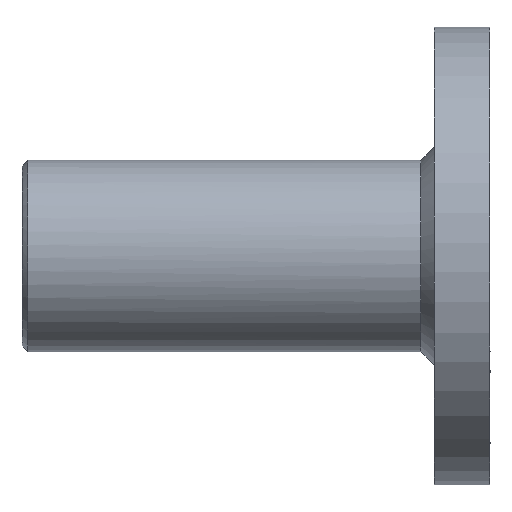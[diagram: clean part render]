
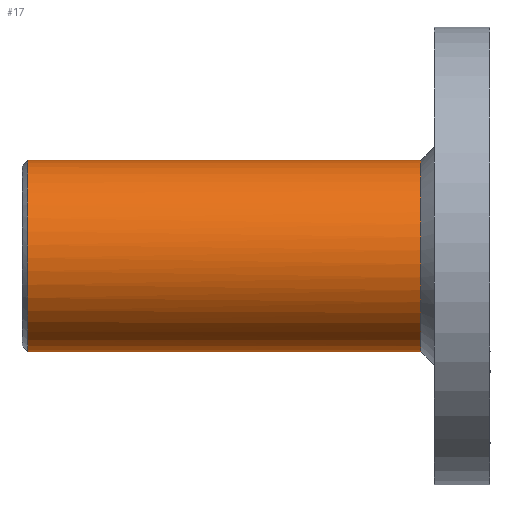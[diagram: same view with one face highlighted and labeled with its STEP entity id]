
A CAD part, front view. The second image highlights one B-rep face of the part: STEP entity #17.
In plain terms, the highlighted cylindrical face has radius 6.959 mm (diameter 13.918 mm), a partial arc.
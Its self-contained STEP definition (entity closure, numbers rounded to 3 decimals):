
#17=ADVANCED_FACE('',(#77),#735,.T.);
#77=FACE_OUTER_BOUND('',#132,.T.);
#132=EDGE_LOOP('',(#204,#205,#206,#207,#208));
#204=ORIENTED_EDGE('',*,*,#463,.T.);
#205=ORIENTED_EDGE('',*,*,#489,.F.);
#206=ORIENTED_EDGE('',*,*,#423,.F.);
#207=ORIENTED_EDGE('',*,*,#429,.F.);
#208=ORIENTED_EDGE('',*,*,#428,.T.);
#423=EDGE_CURVE('',#648,#688,#564,.T.);
#428=EDGE_CURVE('',#652,#673,#568,.T.);
#429=EDGE_CURVE('',#652,#648,#569,.T.);
#463=EDGE_CURVE('',#673,#674,#539,.T.);
#489=EDGE_CURVE('',#688,#674,#609,.T.);
#539=B_SPLINE_CURVE_WITH_KNOTS('',1,(#1549,#1550),.UNSPECIFIED.,.F.,.F.,
(2,2),(1.206,29.767),.UNSPECIFIED.);
#564=(
BOUNDED_CURVE()
B_SPLINE_CURVE(2,(#1334,#1335,#1336,#1337,#1338),.UNSPECIFIED.,.F.,.F.)
B_SPLINE_CURVE_WITH_KNOTS((3,2,3),(0.,10.273,20.547),
 .UNSPECIFIED.)
CURVE()
GEOMETRIC_REPRESENTATION_ITEM()
RATIONAL_B_SPLINE_CURVE((1.,0.707,1.,0.707,1.))
REPRESENTATION_ITEM('')
);
#568=(
BOUNDED_CURVE()
B_SPLINE_CURVE(2,(#1355,#1356,#1357,#1358,#1359,#1360,#1361,#1362,#1363),
 .UNSPECIFIED.,.F.,.F.)
B_SPLINE_CURVE_WITH_KNOTS((3,2,2,2,3),(0.,8.026,
16.052,24.078,32.104),.UNSPECIFIED.)
CURVE()
GEOMETRIC_REPRESENTATION_ITEM()
RATIONAL_B_SPLINE_CURVE((1.,0.876,1.,0.876,1.,0.876,
1.,0.876,1.))
REPRESENTATION_ITEM('')
);
#569=(
BOUNDED_CURVE()
B_SPLINE_CURVE(3,(#1364,#1365,#1366,#1367),.UNSPECIFIED.,.F.,.F.)
B_SPLINE_CURVE_WITH_KNOTS((4,4),(1.,29.562),
 .UNSPECIFIED.)
CURVE()
GEOMETRIC_REPRESENTATION_ITEM()
RATIONAL_B_SPLINE_CURVE((1.,1.,1.,1.))
REPRESENTATION_ITEM('')
);
#609=(
BOUNDED_CURVE()
B_SPLINE_CURVE(2,(#1649,#1650,#1651),.UNSPECIFIED.,.F.,.F.)
B_SPLINE_CURVE_WITH_KNOTS((3,3),(20.547,26.382),
 .UNSPECIFIED.)
CURVE()
GEOMETRIC_REPRESENTATION_ITEM()
RATIONAL_B_SPLINE_CURVE((1.,0.902,1.))
REPRESENTATION_ITEM('')
);
#648=VERTEX_POINT('',#1233);
#652=VERTEX_POINT('',#1237);
#673=VERTEX_POINT('',#1258);
#674=VERTEX_POINT('',#1259);
#688=VERTEX_POINT('',#1273);
#735=CYLINDRICAL_SURFACE('',#848,6.959);
#848=AXIS2_PLACEMENT_3D('',#920,#884,$);
#884=DIRECTION('',(1.,0.,0.));
#920=CARTESIAN_POINT('',(-19.352,-558.134,-34.134));
#1233=CARTESIAN_POINT('',(-33.923,-558.215,-41.092));
#1237=CARTESIAN_POINT('',(-5.362,-558.215,-41.092));
#1258=CARTESIAN_POINT('',(-5.362,-552.665,-29.83));
#1259=CARTESIAN_POINT('',(-33.923,-552.665,-29.83));
#1273=CARTESIAN_POINT('',(-33.923,-558.052,-27.175));
#1334=CARTESIAN_POINT('',(-33.923,-558.215,-41.092));
#1335=CARTESIAN_POINT('',(-33.923,-565.174,-41.011));
#1336=CARTESIAN_POINT('',(-33.923,-565.092,-34.052));
#1337=CARTESIAN_POINT('',(-33.923,-565.01,-27.094));
#1338=CARTESIAN_POINT('',(-33.923,-558.052,-27.175));
#1355=CARTESIAN_POINT('',(-5.362,-558.215,-41.092));
#1356=CARTESIAN_POINT('',(-5.362,-562.055,-41.047));
#1357=CARTESIAN_POINT('',(-5.362,-564.064,-37.775));
#1358=CARTESIAN_POINT('',(-5.362,-566.073,-34.503));
#1359=CARTESIAN_POINT('',(-5.362,-564.376,-31.058));
#1360=CARTESIAN_POINT('',(-5.362,-562.679,-27.614));
#1361=CARTESIAN_POINT('',(-5.362,-558.86,-27.213));
#1362=CARTESIAN_POINT('',(-5.362,-555.041,-26.812));
#1363=CARTESIAN_POINT('',(-5.362,-552.665,-29.83));
#1364=CARTESIAN_POINT('',(-5.362,-558.215,-41.092));
#1365=CARTESIAN_POINT('',(-14.882,-558.215,-41.092));
#1366=CARTESIAN_POINT('',(-24.403,-558.215,-41.092));
#1367=CARTESIAN_POINT('',(-33.923,-558.215,-41.092));
#1549=CARTESIAN_POINT('',(-5.362,-552.665,-29.83));
#1550=CARTESIAN_POINT('',(-33.923,-552.665,-29.83));
#1649=CARTESIAN_POINT('',(-33.923,-558.052,-27.175));
#1650=CARTESIAN_POINT('',(-33.923,-554.724,-27.214));
#1651=CARTESIAN_POINT('',(-33.923,-552.665,-29.83));
